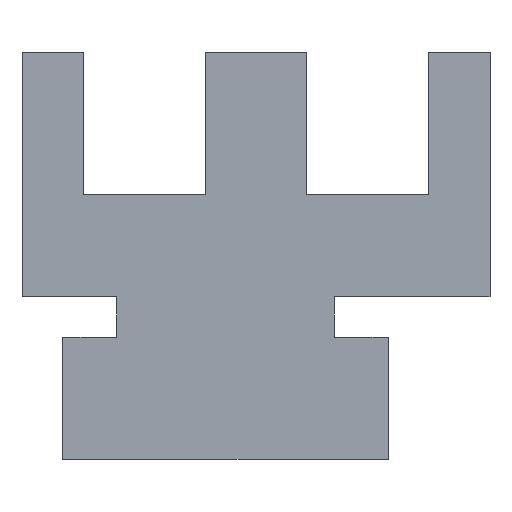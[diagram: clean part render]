
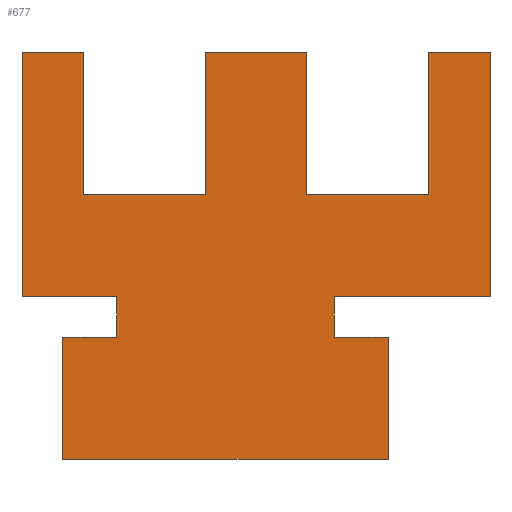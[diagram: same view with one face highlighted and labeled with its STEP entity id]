
A CAD part, left-side view. The second image highlights one B-rep face of the part: STEP entity #677.
In plain terms, the highlighted planar face has unit normal (-1, 0, 0).
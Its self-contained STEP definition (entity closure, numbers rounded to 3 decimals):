
#7=CARTESIAN_POINT('',(0.0,1.,13.));
#8=VERTEX_POINT('',#7);
#9=CARTESIAN_POINT('',(0.0,1.,20.));
#10=VERTEX_POINT('',#9);
#11=CARTESIAN_POINT('',(0.0,1.,13.));
#12=DIRECTION('',(0.0,0.0,1.0));
#13=VECTOR('',#12,7.);
#14=LINE('',#11,#13);
#15=EDGE_CURVE('',#8,#10,#14,.T.);
#47=CARTESIAN_POINT('',(0.,-4.,20.));
#48=VERTEX_POINT('',#47);
#49=CARTESIAN_POINT('',(0.0,1.,20.));
#50=DIRECTION('',(0.0,-1.0,0.0));
#51=VECTOR('',#50,5.0);
#52=LINE('',#49,#51);
#53=EDGE_CURVE('',#10,#48,#52,.T.);
#78=CARTESIAN_POINT('',(0.,-4.,13.));
#79=VERTEX_POINT('',#78);
#80=CARTESIAN_POINT('',(0.,-4.,20.));
#81=DIRECTION('',(0.0,0.0,-1.0));
#82=VECTOR('',#81,7.0);
#83=LINE('',#80,#82);
#84=EDGE_CURVE('',#48,#79,#83,.T.);
#109=CARTESIAN_POINT('',(0.,-10.,13.));
#110=VERTEX_POINT('',#109);
#111=CARTESIAN_POINT('',(0.,-4.,13.));
#112=DIRECTION('',(0.0,-1.0,0.0));
#113=VECTOR('',#112,6.0);
#114=LINE('',#111,#113);
#115=EDGE_CURVE('',#79,#110,#114,.T.);
#140=CARTESIAN_POINT('',(0.,-10.,20.));
#141=VERTEX_POINT('',#140);
#142=CARTESIAN_POINT('',(0.,-10.,13.));
#143=DIRECTION('',(0.0,0.0,1.0));
#144=VECTOR('',#143,7.0);
#145=LINE('',#142,#144);
#146=EDGE_CURVE('',#110,#141,#145,.T.);
#171=CARTESIAN_POINT('',(0.,-13.,20.));
#172=VERTEX_POINT('',#171);
#173=CARTESIAN_POINT('',(0.,-10.,20.));
#174=DIRECTION('',(0.0,-1.0,0.0));
#175=VECTOR('',#174,3.0);
#176=LINE('',#173,#175);
#177=EDGE_CURVE('',#141,#172,#176,.T.);
#202=CARTESIAN_POINT('',(0.,-13.,8.));
#203=VERTEX_POINT('',#202);
#204=CARTESIAN_POINT('',(0.,-13.,20.));
#205=DIRECTION('',(0.0,0.0,-1.0));
#206=VECTOR('',#205,12.);
#207=LINE('',#204,#206);
#208=EDGE_CURVE('',#172,#203,#207,.T.);
#233=CARTESIAN_POINT('',(0.,-5.35,8.));
#234=VERTEX_POINT('',#233);
#235=CARTESIAN_POINT('',(0.,-13.,8.));
#236=DIRECTION('',(0.0,1.0,0.0));
#237=VECTOR('',#236,7.65);
#238=LINE('',#235,#237);
#239=EDGE_CURVE('',#203,#234,#238,.T.);
#264=CARTESIAN_POINT('',(0.,-5.35,6.));
#265=VERTEX_POINT('',#264);
#266=CARTESIAN_POINT('',(0.,-5.35,8.));
#267=DIRECTION('',(0.0,0.0,-1.0));
#268=VECTOR('',#267,2.);
#269=LINE('',#266,#268);
#270=EDGE_CURVE('',#234,#265,#269,.T.);
#295=CARTESIAN_POINT('',(0.,-8.,6.0));
#296=VERTEX_POINT('',#295);
#297=CARTESIAN_POINT('',(0.,-5.35,6.));
#298=DIRECTION('',(0.0,-1.0,0.0));
#299=VECTOR('',#298,2.65);
#300=LINE('',#297,#299);
#301=EDGE_CURVE('',#265,#296,#300,.T.);
#326=CARTESIAN_POINT('',(0.,-8.,0.));
#327=VERTEX_POINT('',#326);
#328=CARTESIAN_POINT('',(0.,-8.,6.0));
#329=DIRECTION('',(0.0,0.0,-1.0));
#330=VECTOR('',#329,6.);
#331=LINE('',#328,#330);
#332=EDGE_CURVE('',#296,#327,#331,.T.);
#357=CARTESIAN_POINT('',(0.,8.,0.0));
#358=VERTEX_POINT('',#357);
#359=CARTESIAN_POINT('',(0.,-8.,0.0));
#360=DIRECTION('',(0.0,1.0,0.0));
#361=VECTOR('',#360,16.);
#362=LINE('',#359,#361);
#363=EDGE_CURVE('',#327,#358,#362,.T.);
#388=CARTESIAN_POINT('',(0.,8.,6.));
#389=VERTEX_POINT('',#388);
#390=CARTESIAN_POINT('',(0.,8.,0.0));
#391=DIRECTION('',(0.0,0.0,1.0));
#392=VECTOR('',#391,6.);
#393=LINE('',#390,#392);
#394=EDGE_CURVE('',#358,#389,#393,.T.);
#419=CARTESIAN_POINT('',(0.,5.35,6.));
#420=VERTEX_POINT('',#419);
#421=CARTESIAN_POINT('',(0.,8.,6.));
#422=DIRECTION('',(0.0,-1.0,0.0));
#423=VECTOR('',#422,2.65);
#424=LINE('',#421,#423);
#425=EDGE_CURVE('',#389,#420,#424,.T.);
#450=CARTESIAN_POINT('',(0.,5.35,8.));
#451=VERTEX_POINT('',#450);
#452=CARTESIAN_POINT('',(0.,5.35,6.));
#453=DIRECTION('',(0.0,0.0,1.0));
#454=VECTOR('',#453,2.0);
#455=LINE('',#452,#454);
#456=EDGE_CURVE('',#420,#451,#455,.T.);
#481=CARTESIAN_POINT('',(0.,10.,8.));
#482=VERTEX_POINT('',#481);
#483=CARTESIAN_POINT('',(0.,5.35,8.));
#484=DIRECTION('',(0.0,1.0,0.0));
#485=VECTOR('',#484,4.65);
#486=LINE('',#483,#485);
#487=EDGE_CURVE('',#451,#482,#486,.T.);
#512=CARTESIAN_POINT('',(0.,10.,20.));
#513=VERTEX_POINT('',#512);
#514=CARTESIAN_POINT('',(0.,10.,8.));
#515=DIRECTION('',(0.0,0.0,1.0));
#516=VECTOR('',#515,12.);
#517=LINE('',#514,#516);
#518=EDGE_CURVE('',#482,#513,#517,.T.);
#543=CARTESIAN_POINT('',(0.,7.,20.));
#544=VERTEX_POINT('',#543);
#545=CARTESIAN_POINT('',(0.,10.,20.));
#546=DIRECTION('',(0.0,-1.0,0.0));
#547=VECTOR('',#546,3.0);
#548=LINE('',#545,#547);
#549=EDGE_CURVE('',#513,#544,#548,.T.);
#574=CARTESIAN_POINT('',(0.,7.,13.));
#575=VERTEX_POINT('',#574);
#576=CARTESIAN_POINT('',(0.,7.,20.));
#577=DIRECTION('',(0.0,0.0,-1.0));
#578=VECTOR('',#577,7.);
#579=LINE('',#576,#578);
#580=EDGE_CURVE('',#544,#575,#579,.T.);
#605=CARTESIAN_POINT('',(0.,7.,13.));
#606=DIRECTION('',(0.0,-1.0,0.0));
#607=VECTOR('',#606,6.0);
#608=LINE('',#605,#607);
#609=EDGE_CURVE('',#575,#8,#608,.T.);
#650=CARTESIAN_POINT('',(0.,-14.15,-1.0));
#651=DIRECTION('',(1.0,0.0,0.0));
#652=DIRECTION('',(0.0,1.0,0.0));
#653=AXIS2_PLACEMENT_3D('',#650,#651,#652);
#654=PLANE('',#653);
#655=ORIENTED_EDGE('',*,*,#15,.F.);
#656=ORIENTED_EDGE('',*,*,#609,.F.);
#657=ORIENTED_EDGE('',*,*,#580,.F.);
#658=ORIENTED_EDGE('',*,*,#549,.F.);
#659=ORIENTED_EDGE('',*,*,#518,.F.);
#660=ORIENTED_EDGE('',*,*,#487,.F.);
#661=ORIENTED_EDGE('',*,*,#456,.F.);
#662=ORIENTED_EDGE('',*,*,#425,.F.);
#663=ORIENTED_EDGE('',*,*,#394,.F.);
#664=ORIENTED_EDGE('',*,*,#363,.F.);
#665=ORIENTED_EDGE('',*,*,#332,.F.);
#666=ORIENTED_EDGE('',*,*,#301,.F.);
#667=ORIENTED_EDGE('',*,*,#270,.F.);
#668=ORIENTED_EDGE('',*,*,#239,.F.);
#669=ORIENTED_EDGE('',*,*,#208,.F.);
#670=ORIENTED_EDGE('',*,*,#177,.F.);
#671=ORIENTED_EDGE('',*,*,#146,.F.);
#672=ORIENTED_EDGE('',*,*,#115,.F.);
#673=ORIENTED_EDGE('',*,*,#84,.F.);
#674=ORIENTED_EDGE('',*,*,#53,.F.);
#675=EDGE_LOOP('',(#655,#656,#657,#658,#659,#660,#661,#662,#663,#664,#665,#666,#667,#668,#669,#670,#671,#672,#673,#674));
#676=FACE_OUTER_BOUND('',#675,.T.);
#677=ADVANCED_FACE('',(#676),#654,.F.);
